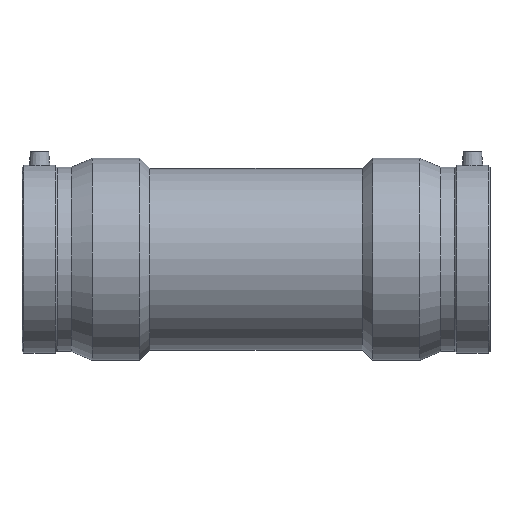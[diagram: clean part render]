
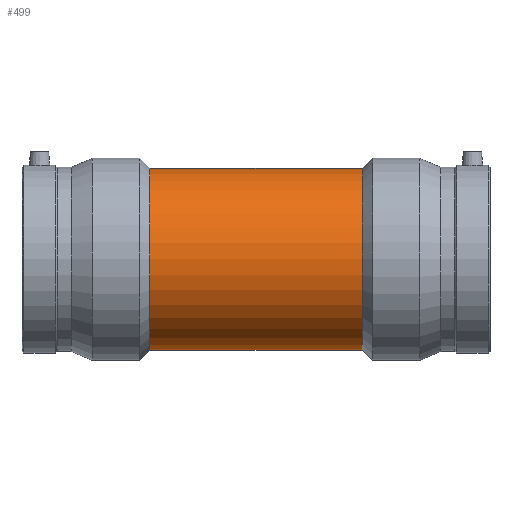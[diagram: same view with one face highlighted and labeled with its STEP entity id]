
A CAD part, top view. The second image highlights one B-rep face of the part: STEP entity #499.
In plain terms, the highlighted cylindrical face has radius 74.25 mm (diameter 148.5 mm), a full revolution.
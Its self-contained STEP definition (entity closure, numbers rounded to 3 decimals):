
#30=B_SPLINE_CURVE_WITH_KNOTS('',3,(#865,#866,#867,#868,#869,#870,#871,
#872,#873,#874,#875,#876,#877,#878,#879,#880,#881,#882,#883,#884,#885,#886,
#887,#888,#889,#890,#891,#892,#893,#894,#895,#896,#897,#898,#899,#900,#901,
#902,#903,#904,#905,#906,#907,#908,#909,#910,#911,#912,#913,#914,#915,#916,
#917,#918,#919,#920,#921,#922,#923,#924,#925,#926,#927,#928,#929,#930),
 .UNSPECIFIED.,.T.,.F.,(4,2,2,2,2,2,2,2,2,2,2,2,2,2,2,2,2,2,2,2,2,2,2,2,
2,2,2,2,2,2,2,2,4),(0.,0.927,1.853,2.78,
3.707,4.625,5.544,6.463,7.381,
8.3,9.218,10.137,11.056,11.982,
12.909,13.836,14.762,15.689,16.616,
17.542,18.469,19.388,20.306,21.225,
22.144,23.062,23.981,24.9,25.818,
26.745,27.671,28.598,29.525),
 .UNSPECIFIED.);
#69=FACE_BOUND('',#187,.T.);
#70=FACE_BOUND('',#188,.T.);
#117=FACE_OUTER_BOUND('',#186,.T.);
#186=EDGE_LOOP('',(#412));
#187=EDGE_LOOP('',(#413));
#188=EDGE_LOOP('',(#414));
#251=CIRCLE('',#568,74.25);
#252=CIRCLE('',#570,74.25);
#276=VERTEX_POINT('',#864);
#297=VERTEX_POINT('',#1058);
#298=VERTEX_POINT('',#1061);
#322=EDGE_CURVE('',#276,#276,#30,.T.);
#343=EDGE_CURVE('',#297,#297,#251,.T.);
#344=EDGE_CURVE('',#298,#298,#252,.T.);
#412=ORIENTED_EDGE('',*,*,#343,.T.);
#413=ORIENTED_EDGE('',*,*,#322,.T.);
#414=ORIENTED_EDGE('',*,*,#344,.F.);
#465=CYLINDRICAL_SURFACE('',#569,74.25);
#499=ADVANCED_FACE('',(#117,#69,#70),#465,.T.);
#568=AXIS2_PLACEMENT_3D('',#1059,#704,#705);
#569=AXIS2_PLACEMENT_3D('',#1060,#706,#707);
#570=AXIS2_PLACEMENT_3D('',#1062,#708,#709);
#704=DIRECTION('center_axis',(1.,0.,0.));
#705=DIRECTION('ref_axis',(0.,0.,-1.));
#706=DIRECTION('center_axis',(1.,0.,0.));
#707=DIRECTION('ref_axis',(0.,1.,0.));
#708=DIRECTION('center_axis',(1.,0.,0.));
#709=DIRECTION('ref_axis',(0.,0.,-1.));
#864=CARTESIAN_POINT('',(0.,-47.25,-57.276));
#865=CARTESIAN_POINT('Ctrl Pts',(0.,-47.25,-57.276));
#866=CARTESIAN_POINT('Ctrl Pts',(3.089,-47.25,-57.276));
#867=CARTESIAN_POINT('Ctrl Pts',(6.235,-46.943,-57.533));
#868=CARTESIAN_POINT('Ctrl Pts',(12.415,-45.699,-58.526));
#869=CARTESIAN_POINT('Ctrl Pts',(15.45,-44.762,-59.259));
#870=CARTESIAN_POINT('Ctrl Pts',(21.223,-42.331,-61.019));
#871=CARTESIAN_POINT('Ctrl Pts',(23.968,-40.834,-62.046));
#872=CARTESIAN_POINT('Ctrl Pts',(29.033,-37.403,-64.173));
#873=CARTESIAN_POINT('Ctrl Pts',(31.353,-35.468,-65.272));
#874=CARTESIAN_POINT('Ctrl Pts',(35.45,-31.371,-67.336));
#875=CARTESIAN_POINT('Ctrl Pts',(37.382,-29.06,-68.381));
#876=CARTESIAN_POINT('Ctrl Pts',(40.82,-23.993,-70.319));
#877=CARTESIAN_POINT('Ctrl Pts',(42.325,-21.237,-71.211));
#878=CARTESIAN_POINT('Ctrl Pts',(44.767,-15.438,-72.689));
#879=CARTESIAN_POINT('Ctrl Pts',(45.706,-12.389,-73.276));
#880=CARTESIAN_POINT('Ctrl Pts',(46.948,-6.201,-74.056));
#881=CARTESIAN_POINT('Ctrl Pts',(47.25,-3.062,-74.25));
#882=CARTESIAN_POINT('Ctrl Pts',(47.25,3.062,-74.25));
#883=CARTESIAN_POINT('Ctrl Pts',(46.948,6.201,-74.056));
#884=CARTESIAN_POINT('Ctrl Pts',(45.706,12.389,-73.276));
#885=CARTESIAN_POINT('Ctrl Pts',(44.767,15.438,-72.689));
#886=CARTESIAN_POINT('Ctrl Pts',(42.325,21.237,-71.211));
#887=CARTESIAN_POINT('Ctrl Pts',(40.82,23.993,-70.319));
#888=CARTESIAN_POINT('Ctrl Pts',(37.382,29.06,-68.381));
#889=CARTESIAN_POINT('Ctrl Pts',(35.45,31.371,-67.336));
#890=CARTESIAN_POINT('Ctrl Pts',(31.353,35.468,-65.272));
#891=CARTESIAN_POINT('Ctrl Pts',(29.033,37.403,-64.173));
#892=CARTESIAN_POINT('Ctrl Pts',(23.968,40.834,-62.046));
#893=CARTESIAN_POINT('Ctrl Pts',(21.223,42.331,-61.019));
#894=CARTESIAN_POINT('Ctrl Pts',(15.45,44.762,-59.259));
#895=CARTESIAN_POINT('Ctrl Pts',(12.415,45.699,-58.526));
#896=CARTESIAN_POINT('Ctrl Pts',(6.235,46.943,-57.533));
#897=CARTESIAN_POINT('Ctrl Pts',(3.089,47.25,-57.276));
#898=CARTESIAN_POINT('Ctrl Pts',(-3.089,47.25,-57.276));
#899=CARTESIAN_POINT('Ctrl Pts',(-6.235,46.943,-57.533));
#900=CARTESIAN_POINT('Ctrl Pts',(-12.415,45.699,-58.526));
#901=CARTESIAN_POINT('Ctrl Pts',(-15.45,44.762,-59.259));
#902=CARTESIAN_POINT('Ctrl Pts',(-21.223,42.331,-61.019));
#903=CARTESIAN_POINT('Ctrl Pts',(-23.968,40.834,-62.046));
#904=CARTESIAN_POINT('Ctrl Pts',(-29.033,37.403,-64.173));
#905=CARTESIAN_POINT('Ctrl Pts',(-31.353,35.468,-65.272));
#906=CARTESIAN_POINT('Ctrl Pts',(-35.45,31.371,-67.336));
#907=CARTESIAN_POINT('Ctrl Pts',(-37.382,29.06,-68.381));
#908=CARTESIAN_POINT('Ctrl Pts',(-40.82,23.993,-70.319));
#909=CARTESIAN_POINT('Ctrl Pts',(-42.325,21.237,-71.211));
#910=CARTESIAN_POINT('Ctrl Pts',(-44.767,15.438,-72.689));
#911=CARTESIAN_POINT('Ctrl Pts',(-45.706,12.389,-73.276));
#912=CARTESIAN_POINT('Ctrl Pts',(-46.948,6.201,-74.056));
#913=CARTESIAN_POINT('Ctrl Pts',(-47.25,3.062,-74.25));
#914=CARTESIAN_POINT('Ctrl Pts',(-47.25,-3.062,-74.25));
#915=CARTESIAN_POINT('Ctrl Pts',(-46.948,-6.201,-74.056));
#916=CARTESIAN_POINT('Ctrl Pts',(-45.706,-12.389,-73.276));
#917=CARTESIAN_POINT('Ctrl Pts',(-44.767,-15.438,-72.689));
#918=CARTESIAN_POINT('Ctrl Pts',(-42.325,-21.237,-71.211));
#919=CARTESIAN_POINT('Ctrl Pts',(-40.82,-23.993,-70.319));
#920=CARTESIAN_POINT('Ctrl Pts',(-37.382,-29.06,-68.381));
#921=CARTESIAN_POINT('Ctrl Pts',(-35.45,-31.371,-67.336));
#922=CARTESIAN_POINT('Ctrl Pts',(-31.353,-35.468,-65.272));
#923=CARTESIAN_POINT('Ctrl Pts',(-29.033,-37.403,-64.173));
#924=CARTESIAN_POINT('Ctrl Pts',(-23.968,-40.834,-62.046));
#925=CARTESIAN_POINT('Ctrl Pts',(-21.223,-42.331,-61.019));
#926=CARTESIAN_POINT('Ctrl Pts',(-15.45,-44.762,-59.259));
#927=CARTESIAN_POINT('Ctrl Pts',(-12.415,-45.699,-58.526));
#928=CARTESIAN_POINT('Ctrl Pts',(-6.235,-46.943,-57.533));
#929=CARTESIAN_POINT('Ctrl Pts',(-3.089,-47.25,-57.276));
#930=CARTESIAN_POINT('Ctrl Pts',(0.,-47.25,-57.276));
#1058=CARTESIAN_POINT('',(-86.905,74.25,0.));
#1059=CARTESIAN_POINT('Origin',(-86.905,0.,0.));
#1060=CARTESIAN_POINT('Origin',(0.,0.,0.));
#1061=CARTESIAN_POINT('',(86.905,74.25,0.));
#1062=CARTESIAN_POINT('Origin',(86.905,0.,0.));
